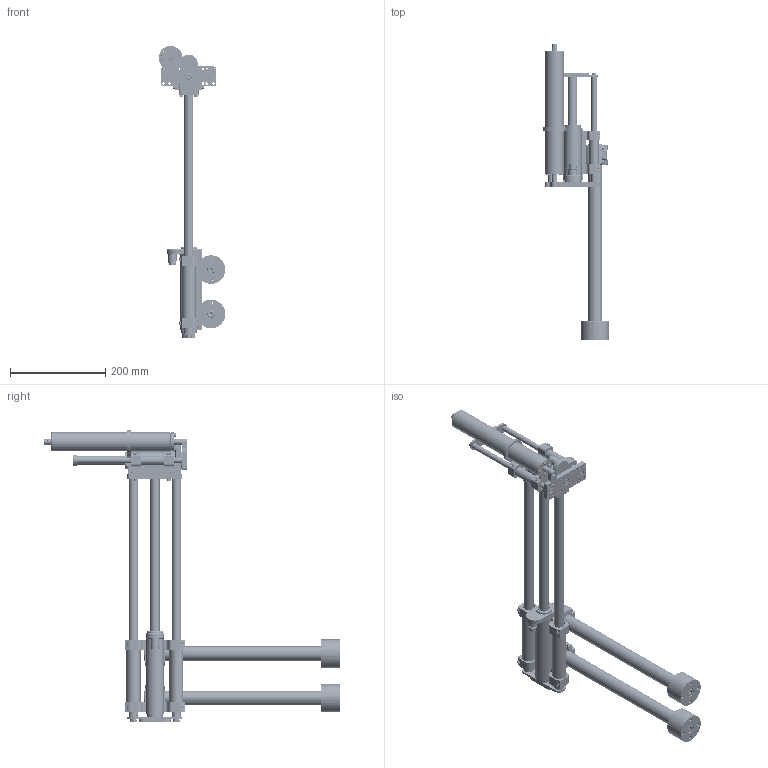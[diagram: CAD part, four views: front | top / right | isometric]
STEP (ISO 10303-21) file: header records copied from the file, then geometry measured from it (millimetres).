
FILE_DESCRIPTION (( 'STEP AP214' ), '1' );
FILE_NAME ('0386-0035_250519_PP13_320-37Sx120_100-37Sx60-BE20-MS04_MT12.STEP', '2025-05-19T10:18:42', ( '' ), ( '' ), 'SwSTEP 2.0', 'SolidWorks 2024', '' );
FILE_SCHEMA (( 'AUTOMOTIVE_DESIGN' ));
Length unit declared in the file: millimetre
Products named in the file (59): 0230-0725_6kt-schr_M5x14_INOX; 0160-5050_SL01h-37Sx60-BE20; PS01h-37Sx120F-HP-SSC-R-G01; 0386-0035_250519_PP13_320-37Sx120_100-37Sx60-BE20-MS04_MT12; 0230-0615_Zyl.-Schr_I-6kt_n-K_M8x16_8.8_INOX; 97942-2106100; 0186-2463_SM01-37Sx60-XP-R-100_BE20_MSxx_SSCP_Min; Stator_PS01-37Sx60-HP-SSC-G01; 0180-3851_SL01k-LR-20x...-SSC_SL01k-LR-20x73.5-SSC; 0186-1479_PL01-20x510!460-HP-SF_PL01-20x510!460-HP-SF; 0180-1356_PB01-37Sv-SSC_PB01-37Sv_SSC-20; 0230-0812_Zyl.-Stift_4x8_INOX; 0186-1249_Z01-VF-30-SSC; 0230-0705_Zyl.-Schr_I-6kt_n-K_M5x16_INOX; 0180-2226_Dichtung_LBBR 20x28x5!19.4; 0180-4100_SM01k-37S-12-RTS-R-M5; 0186-0992_MS01-40x250-SSC_MS01-40x100; 0180-1622_SL01k-LR-30x...-SSC_SL01k-LR-30x148-SSC; 0186-1248_Z01-SF-30-SSC; 0180-2051_PAW01-20-BL-Lf; 0180-3856_Dichtung_LBBR 12x20x4; 0186-1246_SL30-25x400-SSC; 0186-1007_PS01-37Sx60-HP-B01-SSCP-G01-R; SL01-20-16x...-SSC-HIS_SL01-20-16x503-SSC-HIS; SM01-37Sx120F-HP-R-320_BE01_SSCP_Läufer_beweglich; 0160-3221_Linearkugellager_EXC-20-F-RB; 0186-0061_ML01-12x290!240_ML01-12x290!240; 0230-0701_6kt-schr_M5x40_INOX; 0180-1355_PB01-37Sh-SSC_PB01h-37Sh_SSC-20; 0230-0745_6kt-schr_M5x20_INOX; 0160-0165_MC01-Rg!m-SSC; 0230-0616_6kt.-schr._M5x16_INOX; SM01-37Sx120F-HP-R-xxx_SSCP_Motor_fix; 0180-3853_SL01k-12x...-2xM6-SSC_SL01k-12x225-2xM6-SSC; 0230-0644_O-Ring_22.00x1.00_NBR70_schwarz_Gedehnt; 0160-1944_SL01h-37Sx120-LRT; 0230-0743_Linearkugellager_LBBR 12-1LS_HV6; 0230-1144_D1-M6x1_SW7; 0186-2464_PL01-20x230!180-XP-SF_PL01-20x230!180-XP-SF; 0230-1182_Zyl.-Schr_I-6kt_n-K_M6x16_INOX ...
Assembly tree (118 placements, depth 5):
  0386-0035_250519_PP13_320-37Sx120_100-37Sx60-BE20-MS04_MT12
    0186-1212_SM01-37Sx120F-HP-R-320_SSCP_Max
      SM01-37Sx120F-HP-R-xxx_SSCP_Motor_fix
        0186-1008_PS01-37Sx120F-HP-B01-SSCP-G01-R
          PS01h-37Sx120F-HP-SSC-R-G01
          0160-0165_MC01-Rg!m-SSC
          0230-0644_O-Ring_22.00x1.00_NBR70_schwarz_Gedehnt  x2
          0180-1356_PB01-37Sv-SSC_PB01-37Sv_SSC-20
          0180-1355_PB01-37Sh-SSC_PB01h-37Sh_SSC-20
          0180-2051_PAW01-20-BL-Lf  x2
        0160-1944_SL01h-37Sx120-LRT  x2
          0180-1622_SL01k-LR-30x...-SSC_SL01k-LR-30x148-SSC
          0160-3221_Linearkugellager_EXC-20-F-RB
          0180-2226_Dichtung_LBBR 20x28x5!19.4
          0160-3221_Linearkugellager_EXC-20-F-RB
        0180-3495_SM01k-37S-RTS-R  x2
        0180-3494_SM01k-37S-RTS-L  x2
        0230-0725_6kt-schr_M5x14_INOX  x8
        97942-2106100  x4
      SM01-37Sx120F-HP-R-320_BE01_SSCP_Läufer_beweglich
        SL01-20-16x...-SSC-HIS_SL01-20-16x503-SSC-HIS  x2
        0180-1318_SM01k-37S-FP-BE01-SSC
        0180-1469_SM01k-37S-RP-BE01-SSC
        0160-0793_Kugelscheibe_M8 x17x 8.4_INOX  x2
        0186-1479_PL01-20x510!460-HP-SF_PL01-20x510!460-HP-SF
        0230-0613_6kt.-schr._M8x18_INOX  x2
        0230-0615_Zyl.-Schr_I-6kt_n-K_M8x16_8.8_INOX  x3
    0186-2463_SM01-37Sx60-XP-R-100_BE20_MSxx_SSCP_Min
      0186-1007_PS01-37Sx60-HP-B01-SSCP-G01-R
        Stator_PS01-37Sx60-HP-SSC-G01
        0230-0644_O-Ring_22.00x1.00_NBR70_schwarz_Gedehnt  x2
        0180-1355_PB01-37Sh-SSC_PB01h-37Sh_SSC-20
        0180-1356_PB01-37Sv-SSC_PB01-37Sv_SSC-20
        0180-2051_PAW01-20-BL-Lf  x2
      0186-2464_PL01-20x230!180-XP-SF_PL01-20x230!180-XP-SF
      0180-3849_SM01k-37S-12-RTS-R
      0180-4100_SM01k-37S-12-RTS-R-M5
      0180-3951_SM01k-37S-MF-40-SSC
      0180-3850_SM01k-37S-12-RTS-L
      0160-5050_SL01h-37Sx60-BE20  x2
        0180-3851_SL01k-LR-20x...-SSC_SL01k-LR-20x73.5-SSC
        0230-0743_Linearkugellager_LBBR 12-1LS_HV6
      0180-3856_Dichtung_LBBR 12x20x4  x4
      0230-0725_6kt-schr_M5x14_INOX  x12
      0180-3853_SL01k-12x...-2xM6-SSC_SL01k-12x225-2xM6-SSC  x2
      0180-3952_SM01k-37S-MA-BE20-SSC
      0230-0615_Zyl.-Schr_I-6kt_n-K_M8x16_8.8_INOX
      0230-1182_Zyl.-Schr_I-6kt_n-K_M6x16_INOX  x2
      0180-3855_SM01k-37S-RP-BE20-SSC
      0230-0764_6kt-schr_M6x16_INOX  x2
      0230-1144_D1-M6x1_SW7  x4
      0230-0616_6kt.-schr._M5x16_INOX
      0180-4093_SM01k-37S-MSB-40
      0186-0992_MS01-40x250-SSC_MS01-40x100
      0230-0705_Zyl.-Schr_I-6kt_n-K_M5x16_INOX
      0186-0061_ML01-12x290!240_ML01-12x290!240
    0160-5323_PP13_SchrP_SM01-37x120_SM01-37x60
      0230-0616_6kt.-schr._M5x16_INOX  x4
    0150-6861_PP13_MT12_Max
      0186-1248_Z01-SF-30-SSC  x2
Bounding box: 139.8 x 619.86 x 612.62 mm (x, y, z)
Volume: 2533067.8 mm3; surface area: 754986.3 mm2
Topology: 127 solids, 127 shells, 6957 faces, 15330 edges, 9017 vertices
Faces by surface type: cone 2391, plane 2137, cylinder 1837, bspline 466, torus 122, sphere 4
Full cylindrical faces by diameter (mm): 1.15 x10, 1.2 x6, 1.6 x8, 2 x4, 2.1 x10, 2.5 x1, 3 x6, 3.1 x2, 3.2 x6, 4 x32, 4.2 x47, 4.773 x8, 5 x803, 5.3 x40, 5.4 x1, 6 x72, 6.6 x2, 6.8 x9, 7 x10, 8 x107, 8.4 x2, 8.5 x1, 9 x6, 10 x35, 10.5 x2, 11 x2, 12 x13, 12.17 x1, 13 x7, 13.56 x1
Entity records: 100378 total; most frequent: CARTESIAN_POINT 30073, DIRECTION 12529, ORIENTED_EDGE 11934, EDGE_CURVE 5967, AXIS2_PLACEMENT_3D 4963, EDGE_LOOP 4688, VERTEX_POINT 4373, FACE_OUTER_BOUND 3680
